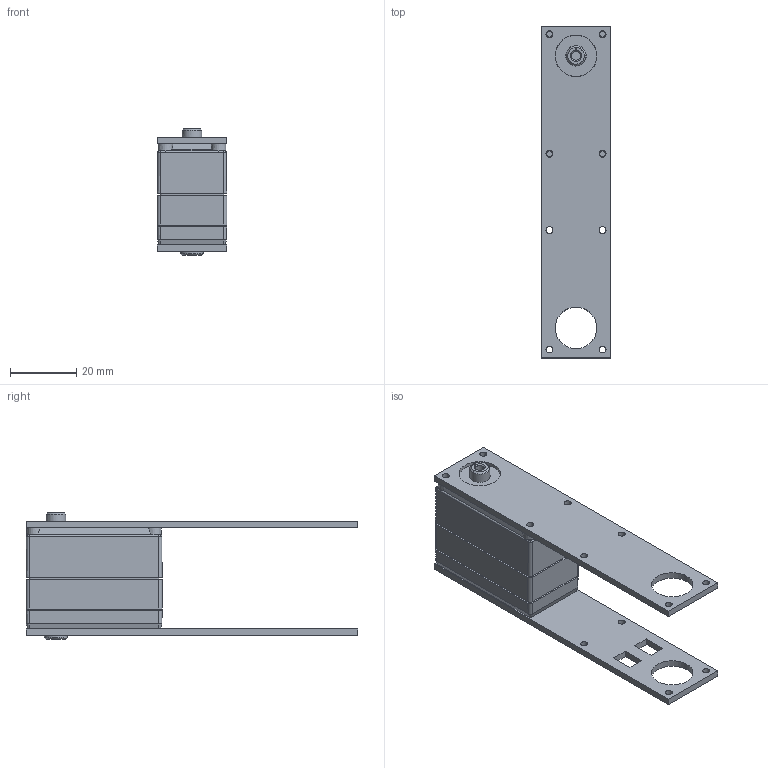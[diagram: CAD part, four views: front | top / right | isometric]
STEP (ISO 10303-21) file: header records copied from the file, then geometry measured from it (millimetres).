
FILE_DESCRIPTION(/* description */ (''),/* implementation_level */ '2;1');
FILE_NAME(/* name */ '',/* time_stamp */ '2025-07-11T19:28:22+09:00',/* author */ (''),/* organization */ (''),/* preprocessor_version */ 'ST-DEVELOPER v20',/* originating_system */ 'Autodesk Translation Framework v13.14.0.145',/* authorisation */ '');
FILE_SCHEMA (('AUTOMOTIVE_DESIGN { 1 0 10303 214 3 1 1 }'));
Length unit declared in the file: millimetre
Products named in the file (4): 1.1 リンク; KRS2500_scale; Component1; Component2
Assembly tree (3 placements, depth 2):
  1.1 リンク
    KRS2500_scale
    Component1
    Component2
Bounding box: 21 x 100 x 38.1 mm (x, y, z)
Volume: 32990.4 mm3; surface area: 16686.2 mm2
Topology: 7 solids, 7 shells, 338 faces, 817 edges, 533 vertices
Faces by surface type: plane 193, cylinder 67, cone 54, bspline 12, torus 8, sphere 4
Full cylindrical faces by diameter (mm): 0.5 x6, 0.6 x1, 1.7 x4, 2 x4, 2.1 x20, 2.2 x1, 2.461 x1, 2.6 x1, 3.3 x4, 6 x1, 6.2 x1, 12.55 x4
Entity records: 10954 total; most frequent: CARTESIAN_POINT 2652, DIRECTION 1731, ORIENTED_EDGE 1634, EDGE_CURVE 817, AXIS2_PLACEMENT_3D 619, VERTEX_POINT 533, LINE 493, VECTOR 493
